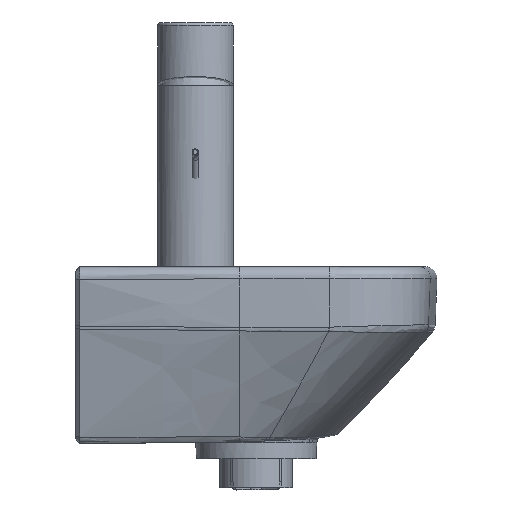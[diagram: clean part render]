
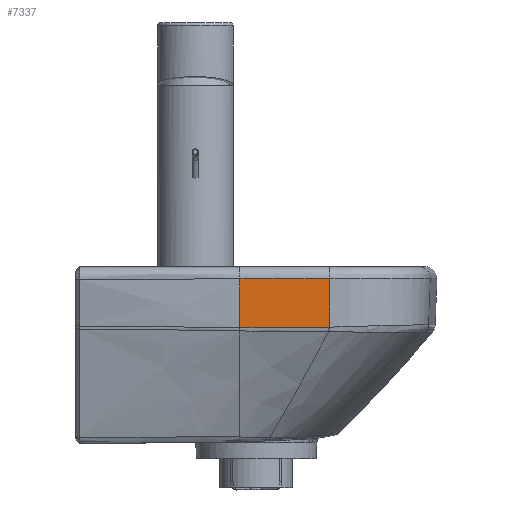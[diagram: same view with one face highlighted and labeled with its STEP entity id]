
A CAD part, front view. The second image highlights one B-rep face of the part: STEP entity #7337.
In plain terms, the highlighted conical face has half-angle 2.298 degrees and reference radius 2026 mm.
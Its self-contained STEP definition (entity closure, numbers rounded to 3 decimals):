
#4023=CARTESIAN_POINT('',(-10.,-249.683,-7.281));
#4024=VERTEX_POINT('',#4023);
#4087=CARTESIAN_POINT('',(44.578,-248.678,-7.281));
#4088=VERTEX_POINT('',#4087);
#4089=CARTESIAN_POINT('',(-20.0,1776.,-7.281));
#4090=DIRECTION('',(0.0,0.0,1.0));
#4091=DIRECTION('',(1.0,0.0,0.0));
#4092=AXIS2_PLACEMENT_3D('',#4089,#4090,#4091);
#4093=CIRCLE('',#4092,2025.708);
#4094=EDGE_CURVE('',#4024,#4088,#4093,.T.);
#7245=CARTESIAN_POINT('',(-10.,-248.489,-37.034));
#7246=VERTEX_POINT('',#7245);
#7266=CARTESIAN_POINT('',(-10.0,-248.489,-37.034));
#7267=DIRECTION('',(0.,-0.04,0.999));
#7268=VECTOR('',#7267,29.777);
#7269=LINE('',#7266,#7268);
#7270=EDGE_CURVE('',#7246,#4024,#7269,.T.);
#7276=CARTESIAN_POINT('',(-20.,1776.,-0.1));
#7277=DIRECTION('',(0.,0.,1.0));
#7278=DIRECTION('',(-0.623,-0.782,0.));
#7279=AXIS2_PLACEMENT_3D('',#7276,#7277,#7278);
#7280=CONICAL_SURFACE('',#7279,2025.996,2.298);
#7281=ORIENTED_EDGE('',*,*,#7270,.F.);
#7282=CARTESIAN_POINT('',(43.818,-247.525,-36.612));
#7283=VERTEX_POINT('',#7282);
#7284=CARTESIAN_POINT('',(43.818,-247.525,-36.612));
#7285=CARTESIAN_POINT('',(43.637,-247.531,-36.613));
#7286=CARTESIAN_POINT('',(43.456,-247.536,-36.615));
#7287=CARTESIAN_POINT('',(43.273,-247.542,-36.616));
#7288=CARTESIAN_POINT('',(42.624,-247.562,-36.622));
#7289=CARTESIAN_POINT('',(41.976,-247.582,-36.627));
#7290=CARTESIAN_POINT('',(41.511,-247.596,-36.631));
#7291=CARTESIAN_POINT('',(39.657,-247.651,-36.646));
#7292=CARTESIAN_POINT('',(37.812,-247.704,-36.661));
#7293=CARTESIAN_POINT('',(36.431,-247.743,-36.673));
#7294=CARTESIAN_POINT('',(33.672,-247.817,-36.695));
#7295=CARTESIAN_POINT('',(30.912,-247.887,-36.718));
#7296=CARTESIAN_POINT('',(29.531,-247.921,-36.729));
#7297=CARTESIAN_POINT('',(26.302,-247.997,-36.756));
#7298=CARTESIAN_POINT('',(23.069,-248.067,-36.783));
#7299=CARTESIAN_POINT('',(21.24,-248.105,-36.798));
#7300=CARTESIAN_POINT('',(18.603,-248.156,-36.819));
#7301=CARTESIAN_POINT('',(15.984,-248.202,-36.84));
#7302=CARTESIAN_POINT('',(15.169,-248.216,-36.847));
#7303=CARTESIAN_POINT('',(12.282,-248.265,-36.87));
#7304=CARTESIAN_POINT('',(9.433,-248.307,-36.892));
#7305=CARTESIAN_POINT('',(7.37,-248.336,-36.908));
#7306=CARTESIAN_POINT('',(2.646,-248.394,-36.944));
#7307=CARTESIAN_POINT('',(-2.044,-248.439,-36.978));
#7308=CARTESIAN_POINT('',(-4.695,-248.46,-36.997));
#7309=CARTESIAN_POINT('',(-7.349,-248.477,-37.016));
#7310=CARTESIAN_POINT('',(-10.,-248.489,-37.034));
#7311=B_SPLINE_CURVE_WITH_KNOTS('',5,(#7284,#7285,#7286,#7287,#7288,#7289,#7290,#7291,#7292,#7293,#7294,#7295,#7296,#7297,#7298,#7299,#7300,#7301,#7302,#7303,#7304,#7305,#7306,#7307,#7308,#7309,#7310),.UNSPECIFIED.,.F.,.U.,(6,3,3,3,3,3,3,3,6),(51.88,52.942,55.638,63.725,71.812,82.622,87.249,99.747,116.025),.UNSPECIFIED.);
#7312=EDGE_CURVE('',#7283,#7246,#7311,.T.);
#7313=ORIENTED_EDGE('',*,*,#7312,.F.);
#7314=CARTESIAN_POINT('',(44.488,-247.504,-36.606));
#7315=VERTEX_POINT('',#7314);
#7316=CARTESIAN_POINT('',(44.488,-247.504,-36.606));
#7317=CARTESIAN_POINT('',(44.464,-247.505,-36.606));
#7318=CARTESIAN_POINT('',(44.441,-247.505,-36.606));
#7319=CARTESIAN_POINT('',(44.417,-247.506,-36.607));
#7320=CARTESIAN_POINT('',(44.295,-247.51,-36.608));
#7321=CARTESIAN_POINT('',(44.172,-247.514,-36.609));
#7322=CARTESIAN_POINT('',(44.016,-247.519,-36.61));
#7323=CARTESIAN_POINT('',(43.917,-247.522,-36.611));
#7324=CARTESIAN_POINT('',(43.818,-247.525,-36.612));
#7325=B_SPLINE_CURVE_WITH_KNOTS('',5,(#7316,#7317,#7318,#7319,#7320,#7321,#7322,#7323,#7324),.UNSPECIFIED.,.F.,.U.,(6,3,6),(52.469,52.605,53.177),.UNSPECIFIED.);
#7326=EDGE_CURVE('',#7315,#7283,#7325,.T.);
#7327=ORIENTED_EDGE('',*,*,#7326,.F.);
#7328=CARTESIAN_POINT('',(44.578,-248.678,-7.281));
#7329=DIRECTION('',(-0.003,0.04,-0.999));
#7330=VECTOR('',#7329,29.349);
#7331=LINE('',#7328,#7330);
#7332=EDGE_CURVE('',#4088,#7315,#7331,.T.);
#7333=ORIENTED_EDGE('',*,*,#7332,.F.);
#7334=ORIENTED_EDGE('',*,*,#4094,.F.);
#7335=EDGE_LOOP('',(#7281,#7313,#7327,#7333,#7334));
#7336=FACE_OUTER_BOUND('',#7335,.T.);
#7337=ADVANCED_FACE('',(#7336),#7280,.T.);
